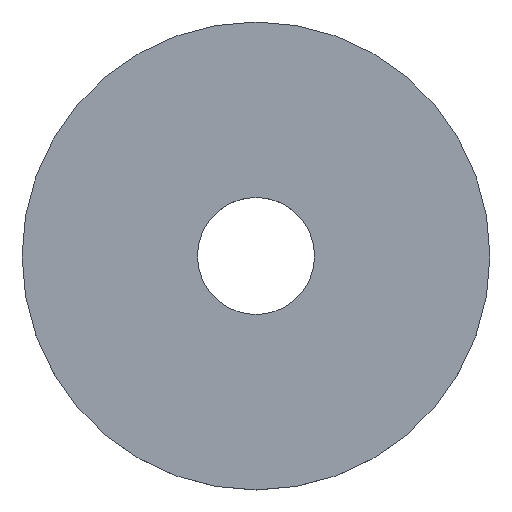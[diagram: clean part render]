
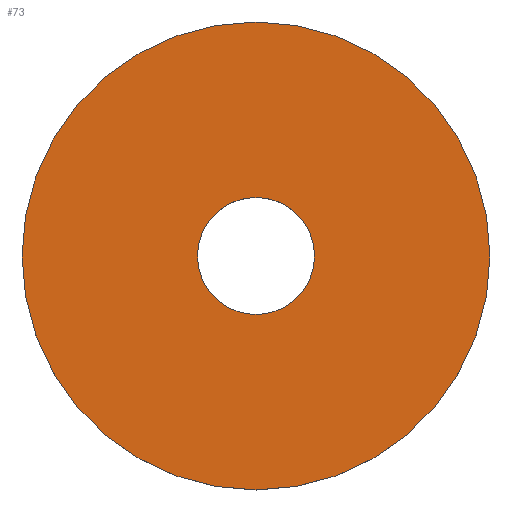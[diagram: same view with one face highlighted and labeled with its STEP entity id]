
A CAD part, top view. The second image highlights one B-rep face of the part: STEP entity #73.
In plain terms, the highlighted planar face has unit normal (0, 0, 1).
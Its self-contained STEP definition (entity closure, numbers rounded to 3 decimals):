
#11 = ORIENTED_EDGE ( 'NONE', *, *, #110, .T. ) ;
#14 = CARTESIAN_POINT ( 'NONE',  ( 0., 0., 1.2 ) ) ;
#29 = AXIS2_PLACEMENT_3D ( 'NONE', #14, #113, #99 ) ;
#39 = CARTESIAN_POINT ( 'NONE',  ( 0., 2.5, 1.2 ) ) ;
#46 = CIRCLE ( 'NONE', #74, 10. ) ;
#49 = FACE_BOUND ( 'NONE', #147, .T. ) ;
#51 = DIRECTION ( 'NONE',  ( 0., -1., 0. ) ) ;
#66 = CARTESIAN_POINT ( 'NONE',  ( 0., 2.5, 1.2 ) ) ;
#73 = ADVANCED_FACE ( 'NONE', ( #49, #149 ), #138, .T. ) ;
#74 = AXIS2_PLACEMENT_3D ( 'NONE', #129, #85, #139 ) ;
#75 = VERTEX_POINT ( 'NONE', #66 ) ;
#76 = EDGE_CURVE ( 'NONE', #101, #101, #46, .T. ) ;
#85 = DIRECTION ( 'NONE',  ( 0., 0., -1. ) ) ;
#93 = ORIENTED_EDGE ( 'NONE', *, *, #76, .F. ) ;
#95 = CIRCLE ( 'NONE', #29, 2.5 ) ;
#99 = DIRECTION ( 'NONE',  ( 0., 1., 0. ) ) ;
#101 = VERTEX_POINT ( 'NONE', #130 ) ;
#108 = AXIS2_PLACEMENT_3D ( 'NONE', #39, #115, #51 ) ;
#110 = EDGE_CURVE ( 'NONE', #75, #75, #95, .T. ) ;
#113 = DIRECTION ( 'NONE',  ( 0., 0., -1. ) ) ;
#115 = DIRECTION ( 'NONE',  ( 0., 0., 1. ) ) ;
#129 = CARTESIAN_POINT ( 'NONE',  ( 0., 0., 1.2 ) ) ;
#130 = CARTESIAN_POINT ( 'NONE',  ( 0., 10., 1.2 ) ) ;
#136 = EDGE_LOOP ( 'NONE', ( #93 ) ) ;
#138 = PLANE ( 'NONE',  #108 ) ;
#139 = DIRECTION ( 'NONE',  ( 0., 1., 0. ) ) ;
#147 = EDGE_LOOP ( 'NONE', ( #11 ) ) ;
#149 = FACE_OUTER_BOUND ( 'NONE', #136, .T. ) ;
